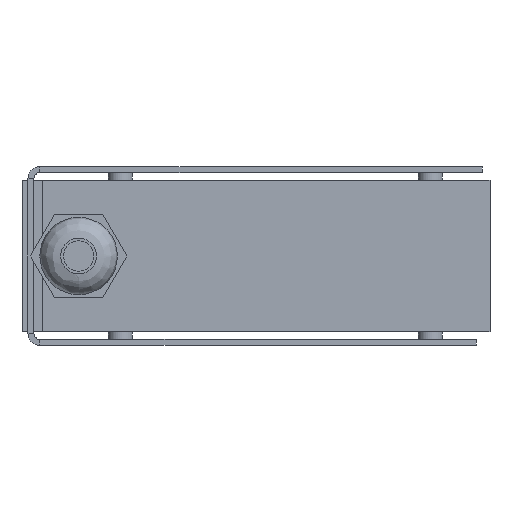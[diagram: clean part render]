
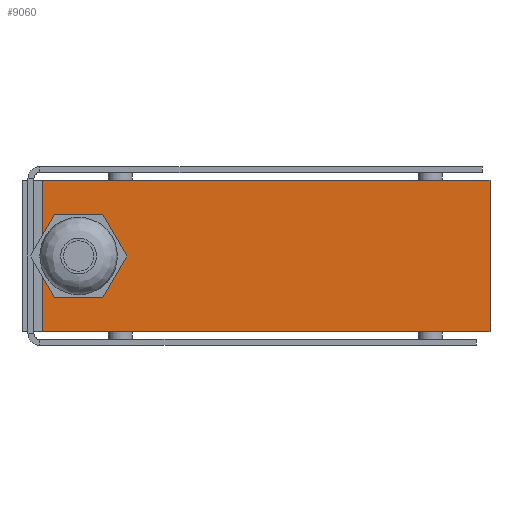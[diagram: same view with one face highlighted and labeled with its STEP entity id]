
A CAD part, left-side view. The second image highlights one B-rep face of the part: STEP entity #9060.
In plain terms, the highlighted planar face has unit normal (-1, 0, 0).
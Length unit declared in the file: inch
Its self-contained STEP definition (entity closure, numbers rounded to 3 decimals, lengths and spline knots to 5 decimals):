
#798=FACE_BOUND('',#1930,.T.);
#845=PLANE('',#9676);
#1379=FACE_OUTER_BOUND('',#1929,.T.);
#1929=EDGE_LOOP('',(#7954,#7955,#7956,#7957));
#1930=EDGE_LOOP('',(#7958,#7959));
#2439=LINE('',#34577,#2985);
#2464=LINE('',#34642,#3010);
#2465=LINE('',#34645,#3011);
#2466=LINE('',#34646,#3012);
#2985=VECTOR('',#11295,0.3937);
#3010=VECTOR('',#11356,0.3937);
#3011=VECTOR('',#11359,0.3937);
#3012=VECTOR('',#11360,0.3937);
#3118=CIRCLE('',#9623,0.15748);
#3119=CIRCLE('',#9624,0.15748);
#3924=VERTEX_POINT('',#34503);
#3925=VERTEX_POINT('',#34504);
#3945=VERTEX_POINT('',#34574);
#3946=VERTEX_POINT('',#34576);
#3968=VERTEX_POINT('',#34640);
#3969=VERTEX_POINT('',#34644);
#5251=EDGE_CURVE('',#3924,#3925,#3118,.T.);
#5252=EDGE_CURVE('',#3925,#3924,#3119,.T.);
#5277=EDGE_CURVE('',#3945,#3946,#2439,.T.);
#5310=EDGE_CURVE('',#3945,#3968,#2464,.T.);
#5311=EDGE_CURVE('',#3969,#3968,#2465,.T.);
#5312=EDGE_CURVE('',#3946,#3969,#2466,.T.);
#7954=ORIENTED_EDGE('',*,*,#5310,.T.);
#7955=ORIENTED_EDGE('',*,*,#5311,.F.);
#7956=ORIENTED_EDGE('',*,*,#5312,.F.);
#7957=ORIENTED_EDGE('',*,*,#5277,.F.);
#7958=ORIENTED_EDGE('',*,*,#5251,.T.);
#7959=ORIENTED_EDGE('',*,*,#5252,.T.);
#9060=ADVANCED_FACE('',(#1379,#798),#845,.T.);
#9623=AXIS2_PLACEMENT_3D('',#34505,#11209,#11210);
#9624=AXIS2_PLACEMENT_3D('',#34506,#11211,#11212);
#9676=AXIS2_PLACEMENT_3D('',#34643,#11357,#11358);
#11209=DIRECTION('center_axis',(1.,0.,0.));
#11210=DIRECTION('ref_axis',(0.,-1.,0.));
#11211=DIRECTION('center_axis',(1.,0.,0.));
#11212=DIRECTION('ref_axis',(0.,-1.,0.));
#11295=DIRECTION('',(0.,1.,0.));
#11356=DIRECTION('',(0.,0.,1.));
#11357=DIRECTION('center_axis',(-1.,0.,0.));
#11358=DIRECTION('ref_axis',(0.,-1.,0.));
#11359=DIRECTION('',(0.,-1.,0.));
#11360=DIRECTION('',(0.,0.,1.));
#34503=CARTESIAN_POINT('',(-3.,1.01378,0.));
#34504=CARTESIAN_POINT('',(-3.,1.32874,0.));
#34505=CARTESIAN_POINT('Origin',(-3.,1.17126,0.));
#34506=CARTESIAN_POINT('Origin',(-3.,1.17126,0.));
#34574=CARTESIAN_POINT('',(-3.,-1.54528,-0.5));
#34576=CARTESIAN_POINT('',(-3.,1.40748,-0.5));
#34577=CARTESIAN_POINT('',(-3.,-1.54528,-0.5));
#34640=CARTESIAN_POINT('',(-3.,-1.54528,0.5));
#34642=CARTESIAN_POINT('',(-3.,-1.54528,0.));
#34643=CARTESIAN_POINT('Origin',(-3.,1.40748,0.));
#34644=CARTESIAN_POINT('',(-3.,1.40748,0.5));
#34645=CARTESIAN_POINT('',(-3.,-1.54528,0.5));
#34646=CARTESIAN_POINT('',(-3.,1.40748,0.));
